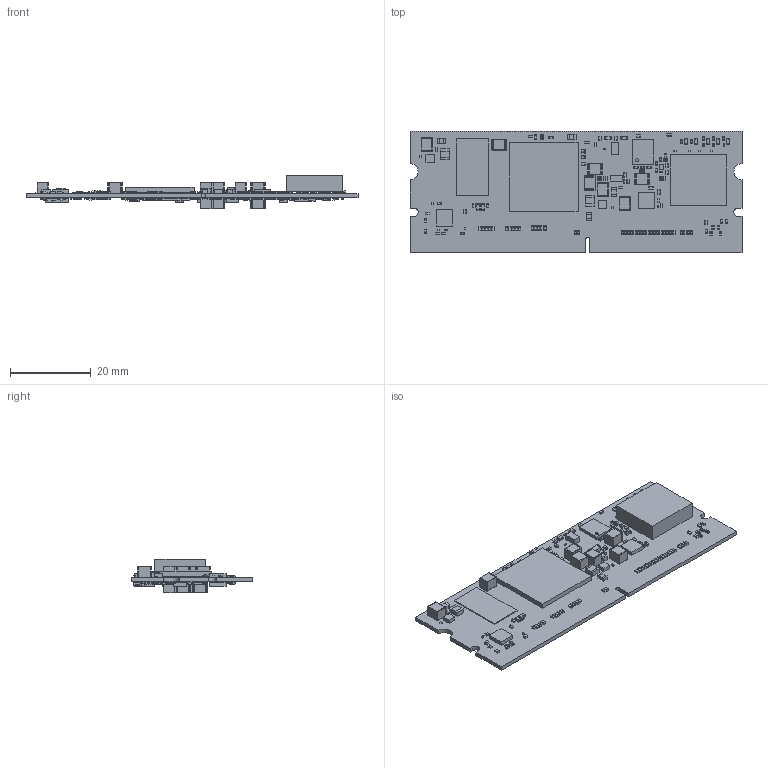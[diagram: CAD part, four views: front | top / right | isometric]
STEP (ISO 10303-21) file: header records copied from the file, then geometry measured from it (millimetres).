
FILE_DESCRIPTION(('Open CASCADE Model'),'2;1');
FILE_NAME('Open CASCADE Shape Model','2017-03-15T15:52:11',('Author'),( 'Open CASCADE'),'Open CASCADE STEP processor 6.8','Open CASCADE 6.8' ,'Unknown');
FILE_SCHEMA(('AUTOMOTIVE_DESIGN { 1 0 10303 214 1 1 1 1 }'));
Length unit declared in the file: millimetre
Products named in the file (605): PCB; Board; C12; 934619248; Terminal; Open_CASCADE_STEP_translator_6.8_2.1.1; Open_CASCADE_STEP_translator_6.8_2.1.2; Mid_Body; Open_CASCADE_STEP_translator_6.8_2.2.1; C37; 934620016; C32; 934606064; C36; R29; 934619888; Mark; R74; 1135931728; R102; 1135929296; R98; R168; R17; R163; R158; R160; R161; R18; R19; R20; R21; R22; C6; 1185683392; Extruded; 1185683256; C29; C24; 1185683936 ...
Assembly tree (1011 placements, depth 5):
  PCB
    Board
    C12
      934619248
        Terminal
          Open_CASCADE_STEP_translator_6.8_2.1.1
          Open_CASCADE_STEP_translator_6.8_2.1.2
        Mid_Body
          Open_CASCADE_STEP_translator_6.8_2.2.1
    C37
      934620016
        Terminal
          Open_CASCADE_STEP_translator_6.8_2.1.1
          Open_CASCADE_STEP_translator_6.8_2.1.2
        Mid_Body
          Open_CASCADE_STEP_translator_6.8_2.2.1
    C32
      934606064
        Terminal
          Open_CASCADE_STEP_translator_6.8_2.1.1
          Open_CASCADE_STEP_translator_6.8_2.1.2
        Mid_Body
          Open_CASCADE_STEP_translator_6.8_2.2.1
    C36
      934606064
        Terminal
          Open_CASCADE_STEP_translator_6.8_2.1.1
          Open_CASCADE_STEP_translator_6.8_2.1.2
        Mid_Body
          Open_CASCADE_STEP_translator_6.8_2.2.1
    R29
      934619888
        Mid_Body
        Terminal  x2
          Open_CASCADE_STEP_translator_6.8_2.2.1
        Mark
    R74
      1135931728
        Mid_Body
        Terminal  x2
          Open_CASCADE_STEP_translator_6.8_2.2.1
        Mark
    R102
      1135929296
        Mid_Body
        Terminal  x2
          Open_CASCADE_STEP_translator_6.8_2.2.1
        Mark
    R98
      1135929296
        Mid_Body
        Terminal  x2
          Open_CASCADE_STEP_translator_6.8_2.2.1
        Mark
    R168
      1135929296
        Mid_Body
        Terminal  x2
          Open_CASCADE_STEP_translator_6.8_2.2.1
        Mark
Bounding box: 82 x 30 x 8.37 mm (x, y, z)
Volume: 4269.6 mm3; surface area: 9682.7 mm2
Topology: 1407 solids, 1408 shells, 14662 faces, 33000 edges, 19975 vertices
Faces by surface type: plane 10498, cylinder 2976, sphere 1188
Full cylindrical faces by diameter (mm): 0.762 x1
Entity records: 46693 total; most frequent: DIRECTION 7541, CARTESIAN_POINT 6255, ORIENTED_EDGE 5019, AXIS2_PLACEMENT_3D 2831, EDGE_CURVE 2510, LINE 1879, VECTOR 1879, PRODUCT_DEFINITION_SHAPE 1616
